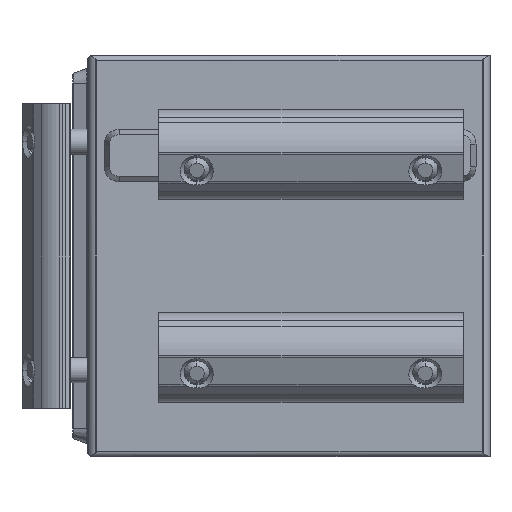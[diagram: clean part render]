
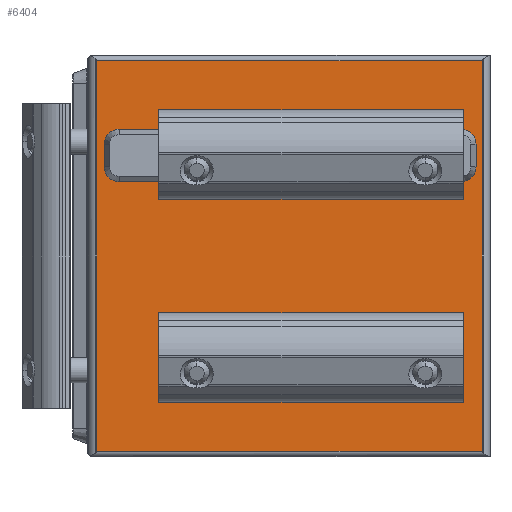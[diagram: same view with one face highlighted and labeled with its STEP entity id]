
A CAD part, front view. The second image highlights one B-rep face of the part: STEP entity #6404.
In plain terms, the highlighted planar face has unit normal (0, -1, 0).
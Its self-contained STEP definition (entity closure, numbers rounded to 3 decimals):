
#55 = FACE_OUTER_BOUND ( 'NONE', #5695, .T. ) ;
#56 = ORIENTED_EDGE ( 'NONE', *, *, #5256, .F. ) ;
#99 = ORIENTED_EDGE ( 'NONE', *, *, #2190, .T. ) ;
#122 = DIRECTION ( 'NONE',  ( 1., 0., 0. ) ) ;
#219 = ORIENTED_EDGE ( 'NONE', *, *, #6841, .T. ) ;
#221 = AXIS2_PLACEMENT_3D ( 'NONE', #6848, #1759, #1717 ) ;
#254 = CARTESIAN_POINT ( 'NONE',  ( 0., 0., -1. ) ) ;
#329 = VECTOR ( 'NONE', #5364, 1000. ) ;
#334 = AXIS2_PLACEMENT_3D ( 'NONE', #731, #1240, #1209 ) ;
#376 = ORIENTED_EDGE ( 'NONE', *, *, #4015, .F. ) ;
#389 = VERTEX_POINT ( 'NONE', #4862 ) ;
#459 = AXIS2_PLACEMENT_3D ( 'NONE', #881, #5535, #3642 ) ;
#514 = DIRECTION ( 'NONE',  ( 0., 1., 0. ) ) ;
#554 = VECTOR ( 'NONE', #5970, 1000. ) ;
#556 = VERTEX_POINT ( 'NONE', #1604 ) ;
#579 = ORIENTED_EDGE ( 'NONE', *, *, #4348, .T. ) ;
#596 = EDGE_LOOP ( 'NONE', ( #219, #7056 ) ) ;
#687 = EDGE_CURVE ( 'NONE', #4568, #6895, #3593, .T. ) ;
#706 = CIRCLE ( 'NONE', #459, 3.001 ) ;
#731 = CARTESIAN_POINT ( 'NONE',  ( 6.25, 0., -17.5 ) ) ;
#802 = ORIENTED_EDGE ( 'NONE', *, *, #5847, .F. ) ;
#839 = DIRECTION ( 'NONE',  ( 0., -1., 0. ) ) ;
#861 = CIRCLE ( 'NONE', #7305, 3.001 ) ;
#881 = CARTESIAN_POINT ( 'NONE',  ( 73.5, 0., -21.9 ) ) ;
#958 = VERTEX_POINT ( 'NONE', #5008 ) ;
#1044 = EDGE_CURVE ( 'NONE', #3144, #556, #3579, .T. ) ;
#1152 = VECTOR ( 'NONE', #6927, 1000. ) ;
#1187 = CARTESIAN_POINT ( 'NONE',  ( 73.5, 0., -24.901 ) ) ;
#1209 = DIRECTION ( 'NONE',  ( 1., 0., 0. ) ) ;
#1240 = DIRECTION ( 'NONE',  ( 0., -1., 0. ) ) ;
#1257 = VERTEX_POINT ( 'NONE', #2183 ) ;
#1260 = CARTESIAN_POINT ( 'NONE',  ( 77.73, 0., -79. ) ) ;
#1268 = AXIS2_PLACEMENT_3D ( 'NONE', #3603, #5178, #122 ) ;
#1308 = LINE ( 'NONE', #7139, #6934 ) ;
#1342 = LINE ( 'NONE', #3590, #554 ) ;
#1367 = CARTESIAN_POINT ( 'NONE',  ( 21.5, 0., -62.306 ) ) ;
#1375 = CIRCLE ( 'NONE', #1268, 3.815 ) ;
#1383 = CARTESIAN_POINT ( 'NONE',  ( 73.5, 0., -17.5 ) ) ;
#1448 = ORIENTED_EDGE ( 'NONE', *, *, #6757, .F. ) ;
#1484 = VECTOR ( 'NONE', #1786, 1000. ) ;
#1533 = CARTESIAN_POINT ( 'NONE',  ( 3.249, 0., -17.5 ) ) ;
#1551 = EDGE_CURVE ( 'NONE', #3727, #958, #1989, .T. ) ;
#1604 = CARTESIAN_POINT ( 'NONE',  ( 3.249, 0., -21.9 ) ) ;
#1717 = DIRECTION ( 'NONE',  ( 1., 0., 0. ) ) ;
#1759 = DIRECTION ( 'NONE',  ( 0., 1., 0. ) ) ;
#1786 = DIRECTION ( 'NONE',  ( 1., 0., 0. ) ) ;
#1829 = DIRECTION ( 'NONE',  ( -1., 0., 0. ) ) ;
#1864 = CARTESIAN_POINT ( 'NONE',  ( 1.737, 0., -1. ) ) ;
#1904 = CARTESIAN_POINT ( 'NONE',  ( 66.5, 0., -58.491 ) ) ;
#1989 = LINE ( 'NONE', #5907, #5234 ) ;
#1998 = DIRECTION ( 'NONE',  ( 0., 0., -1. ) ) ;
#2048 = LINE ( 'NONE', #3857, #1484 ) ;
#2057 = EDGE_CURVE ( 'NONE', #2583, #6151, #2595, .T. ) ;
#2183 = CARTESIAN_POINT ( 'NONE',  ( 1.737, 0., -78. ) ) ;
#2190 = EDGE_CURVE ( 'NONE', #3718, #4640, #6062, .T. ) ;
#2314 = CARTESIAN_POINT ( 'NONE',  ( 77.73, 0., -78. ) ) ;
#2432 = ORIENTED_EDGE ( 'NONE', *, *, #4807, .F. ) ;
#2583 = VERTEX_POINT ( 'NONE', #5267 ) ;
#2595 = CIRCLE ( 'NONE', #6426, 3.815 ) ;
#2673 = VERTEX_POINT ( 'NONE', #3177 ) ;
#2806 = AXIS2_PLACEMENT_3D ( 'NONE', #4535, #7353, #2856 ) ;
#2814 = CIRCLE ( 'NONE', #334, 3.001 ) ;
#2838 = DIRECTION ( 'NONE',  ( 1., 0., 0. ) ) ;
#2856 = DIRECTION ( 'NONE',  ( 1., 0., 0. ) ) ;
#2882 = CIRCLE ( 'NONE', #7071, 3.001 ) ;
#2904 = EDGE_LOOP ( 'NONE', ( #4765, #56, #3574, #3274, #5776, #2432, #5324, #1448 ) ) ;
#3047 = VECTOR ( 'NONE', #1998, 1000. ) ;
#3144 = VERTEX_POINT ( 'NONE', #1533 ) ;
#3177 = CARTESIAN_POINT ( 'NONE',  ( 6.25, 0., -14.499 ) ) ;
#3274 = ORIENTED_EDGE ( 'NONE', *, *, #4457, .F. ) ;
#3335 = CARTESIAN_POINT ( 'NONE',  ( 73.5, 0., -14.499 ) ) ;
#3508 = CIRCLE ( 'NONE', #221, 3.815 ) ;
#3510 = LINE ( 'NONE', #1260, #329 ) ;
#3574 = ORIENTED_EDGE ( 'NONE', *, *, #1551, .F. ) ;
#3577 = VERTEX_POINT ( 'NONE', #3335 ) ;
#3579 = LINE ( 'NONE', #5854, #3047 ) ;
#3590 = CARTESIAN_POINT ( 'NONE',  ( 1.737, 0., -79. ) ) ;
#3593 = LINE ( 'NONE', #254, #6779 ) ;
#3603 = CARTESIAN_POINT ( 'NONE',  ( 66.5, 0., -58.491 ) ) ;
#3642 = DIRECTION ( 'NONE',  ( 1., 0., 0. ) ) ;
#3645 = EDGE_LOOP ( 'NONE', ( #99, #579 ) ) ;
#3718 = VERTEX_POINT ( 'NONE', #4131 ) ;
#3727 = VERTEX_POINT ( 'NONE', #5860 ) ;
#3855 = CARTESIAN_POINT ( 'NONE',  ( 66.5, 0., -54.676 ) ) ;
#3857 = CARTESIAN_POINT ( 'NONE',  ( 0., 0., -24.901 ) ) ;
#3916 = CARTESIAN_POINT ( 'NONE',  ( 21.5, 0., -58.491 ) ) ;
#3971 = FACE_BOUND ( 'NONE', #3645, .T. ) ;
#4015 = EDGE_CURVE ( 'NONE', #4568, #5112, #3510, .T. ) ;
#4031 = LINE ( 'NONE', #2314, #1152 ) ;
#4131 = CARTESIAN_POINT ( 'NONE',  ( 66.5, 0., -62.306 ) ) ;
#4256 = DIRECTION ( 'NONE',  ( 0., 0., 1. ) ) ;
#4260 = AXIS2_PLACEMENT_3D ( 'NONE', #1904, #5309, #5833 ) ;
#4291 = CARTESIAN_POINT ( 'NONE',  ( 77.73, 0., -78. ) ) ;
#4348 = EDGE_CURVE ( 'NONE', #4640, #3718, #1375, .T. ) ;
#4457 = EDGE_CURVE ( 'NONE', #6550, #3727, #706, .T. ) ;
#4535 = CARTESIAN_POINT ( 'NONE',  ( 0., 0., 0. ) ) ;
#4568 = VERTEX_POINT ( 'NONE', #4848 ) ;
#4577 = EDGE_CURVE ( 'NONE', #3577, #2673, #1308, .T. ) ;
#4617 = DIRECTION ( 'NONE',  ( 0., -1., 0. ) ) ;
#4640 = VERTEX_POINT ( 'NONE', #3855 ) ;
#4765 = ORIENTED_EDGE ( 'NONE', *, *, #4577, .F. ) ;
#4807 = EDGE_CURVE ( 'NONE', #556, #389, #861, .T. ) ;
#4848 = CARTESIAN_POINT ( 'NONE',  ( 77.73, 0., -1. ) ) ;
#4862 = CARTESIAN_POINT ( 'NONE',  ( 6.25, 0., -24.901 ) ) ;
#5008 = CARTESIAN_POINT ( 'NONE',  ( 76.501, 0., -17.5 ) ) ;
#5110 = FACE_BOUND ( 'NONE', #596, .T. ) ;
#5112 = VERTEX_POINT ( 'NONE', #4291 ) ;
#5178 = DIRECTION ( 'NONE',  ( 0., 1., 0. ) ) ;
#5180 = FACE_BOUND ( 'NONE', #2904, .T. ) ;
#5226 = DIRECTION ( 'NONE',  ( 1., 0., 0. ) ) ;
#5234 = VECTOR ( 'NONE', #4256, 1000. ) ;
#5256 = EDGE_CURVE ( 'NONE', #958, #3577, #2882, .T. ) ;
#5267 = CARTESIAN_POINT ( 'NONE',  ( 21.5, 0., -54.676 ) ) ;
#5305 = DIRECTION ( 'NONE',  ( -1., 0., 0. ) ) ;
#5309 = DIRECTION ( 'NONE',  ( 0., 1., 0. ) ) ;
#5324 = ORIENTED_EDGE ( 'NONE', *, *, #1044, .F. ) ;
#5364 = DIRECTION ( 'NONE',  ( 0., 0., -1. ) ) ;
#5535 = DIRECTION ( 'NONE',  ( 0., -1., 0. ) ) ;
#5695 = EDGE_LOOP ( 'NONE', ( #802, #6549, #376, #6307 ) ) ;
#5776 = ORIENTED_EDGE ( 'NONE', *, *, #6006, .F. ) ;
#5833 = DIRECTION ( 'NONE',  ( 1., 0., 0. ) ) ;
#5847 = EDGE_CURVE ( 'NONE', #1257, #6895, #1342, .T. ) ;
#5854 = CARTESIAN_POINT ( 'NONE',  ( 3.249, 0., 0. ) ) ;
#5860 = CARTESIAN_POINT ( 'NONE',  ( 76.501, 0., -21.9 ) ) ;
#5907 = CARTESIAN_POINT ( 'NONE',  ( 76.501, 0., 0. ) ) ;
#5970 = DIRECTION ( 'NONE',  ( 0., 0., 1. ) ) ;
#6006 = EDGE_CURVE ( 'NONE', #389, #6550, #2048, .T. ) ;
#6062 = CIRCLE ( 'NONE', #4260, 3.815 ) ;
#6151 = VERTEX_POINT ( 'NONE', #1367 ) ;
#6268 = PLANE ( 'NONE',  #2806 ) ;
#6307 = ORIENTED_EDGE ( 'NONE', *, *, #687, .T. ) ;
#6347 = CARTESIAN_POINT ( 'NONE',  ( 6.25, 0., -21.9 ) ) ;
#6404 = ADVANCED_FACE ( 'NONE', ( #3971, #5110, #5180, #55 ), #6268, .T. ) ;
#6426 = AXIS2_PLACEMENT_3D ( 'NONE', #3916, #514, #2838 ) ;
#6435 = DIRECTION ( 'NONE',  ( 1., 0., 0. ) ) ;
#6549 = ORIENTED_EDGE ( 'NONE', *, *, #6854, .T. ) ;
#6550 = VERTEX_POINT ( 'NONE', #1187 ) ;
#6757 = EDGE_CURVE ( 'NONE', #2673, #3144, #2814, .T. ) ;
#6779 = VECTOR ( 'NONE', #1829, 1000. ) ;
#6841 = EDGE_CURVE ( 'NONE', #6151, #2583, #3508, .T. ) ;
#6848 = CARTESIAN_POINT ( 'NONE',  ( 21.5, 0., -58.491 ) ) ;
#6854 = EDGE_CURVE ( 'NONE', #1257, #5112, #4031, .T. ) ;
#6895 = VERTEX_POINT ( 'NONE', #1864 ) ;
#6927 = DIRECTION ( 'NONE',  ( 1., 0., 0. ) ) ;
#6934 = VECTOR ( 'NONE', #5305, 1000. ) ;
#7056 = ORIENTED_EDGE ( 'NONE', *, *, #2057, .T. ) ;
#7071 = AXIS2_PLACEMENT_3D ( 'NONE', #1383, #839, #6435 ) ;
#7139 = CARTESIAN_POINT ( 'NONE',  ( 0., 0., -14.499 ) ) ;
#7305 = AXIS2_PLACEMENT_3D ( 'NONE', #6347, #4617, #5226 ) ;
#7353 = DIRECTION ( 'NONE',  ( 0., -1., 0. ) ) ;
